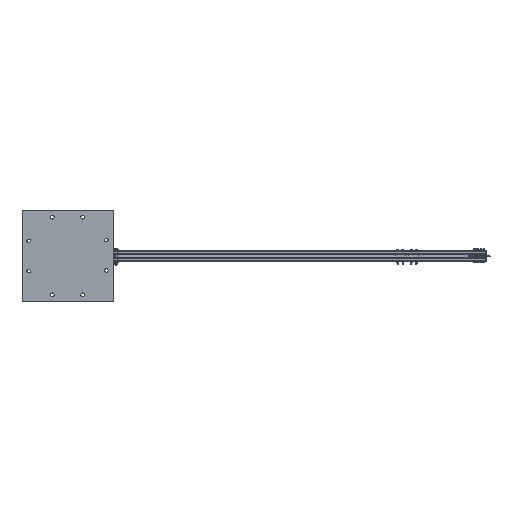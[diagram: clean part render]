
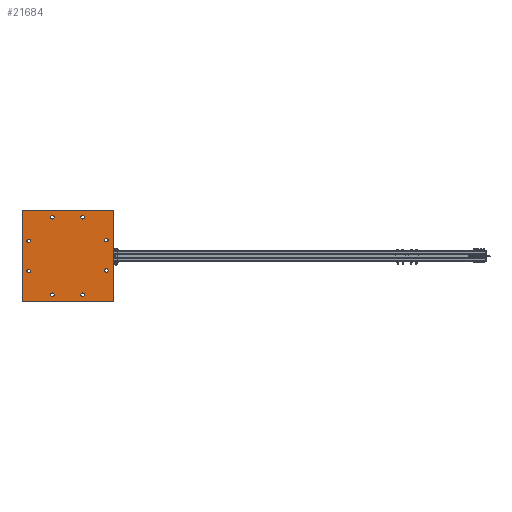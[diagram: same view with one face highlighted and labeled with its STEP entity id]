
A CAD part, front view. The second image highlights one B-rep face of the part: STEP entity #21684.
In plain terms, the highlighted face is planar.
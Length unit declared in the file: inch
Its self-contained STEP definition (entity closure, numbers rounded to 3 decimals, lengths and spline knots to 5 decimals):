
#1565=FACE_BOUND('',#3587,.T.);
#1566=FACE_BOUND('',#3588,.T.);
#1567=FACE_BOUND('',#3589,.T.);
#1568=FACE_BOUND('',#3590,.T.);
#1569=FACE_BOUND('',#3591,.T.);
#1570=FACE_BOUND('',#3592,.T.);
#1571=FACE_BOUND('',#3593,.T.);
#1572=FACE_BOUND('',#3594,.T.);
#1769=PLANE('',#23892);
#2214=FACE_OUTER_BOUND('',#3586,.T.);
#3586=EDGE_LOOP('',(#14639,#14640,#14641,#14642));
#3587=EDGE_LOOP('',(#14643));
#3588=EDGE_LOOP('',(#14644));
#3589=EDGE_LOOP('',(#14645));
#3590=EDGE_LOOP('',(#14646));
#3591=EDGE_LOOP('',(#14647));
#3592=EDGE_LOOP('',(#14648));
#3593=EDGE_LOOP('',(#14649));
#3594=EDGE_LOOP('',(#14650));
#5162=LINE('',#33947,#6449);
#5163=LINE('',#33949,#6450);
#5164=LINE('',#33951,#6451);
#5165=LINE('',#33952,#6452);
#6449=VECTOR('',#26848,0.3937);
#6450=VECTOR('',#26849,0.3937);
#6451=VECTOR('',#26850,0.3937);
#6452=VECTOR('',#26851,0.3937);
#7730=CIRCLE('',#23863,0.53125);
#7733=CIRCLE('',#23867,0.53125);
#7736=CIRCLE('',#23871,0.53125);
#7739=CIRCLE('',#23875,0.53125);
#7742=CIRCLE('',#23879,0.53125);
#7745=CIRCLE('',#23883,0.53125);
#7748=CIRCLE('',#23887,0.53125);
#7751=CIRCLE('',#23891,0.53125);
#9227=VERTEX_POINT('',#33885);
#9230=VERTEX_POINT('',#33893);
#9233=VERTEX_POINT('',#33901);
#9236=VERTEX_POINT('',#33909);
#9239=VERTEX_POINT('',#33917);
#9242=VERTEX_POINT('',#33925);
#9245=VERTEX_POINT('',#33933);
#9248=VERTEX_POINT('',#33941);
#9249=VERTEX_POINT('',#33945);
#9250=VERTEX_POINT('',#33946);
#9251=VERTEX_POINT('',#33948);
#9252=VERTEX_POINT('',#33950);
#11276=EDGE_CURVE('',#9227,#9227,#7730,.T.);
#11280=EDGE_CURVE('',#9230,#9230,#7733,.T.);
#11284=EDGE_CURVE('',#9233,#9233,#7736,.T.);
#11288=EDGE_CURVE('',#9236,#9236,#7739,.T.);
#11292=EDGE_CURVE('',#9239,#9239,#7742,.T.);
#11296=EDGE_CURVE('',#9242,#9242,#7745,.T.);
#11300=EDGE_CURVE('',#9245,#9245,#7748,.T.);
#11304=EDGE_CURVE('',#9248,#9248,#7751,.T.);
#11305=EDGE_CURVE('',#9249,#9250,#5162,.T.);
#11306=EDGE_CURVE('',#9250,#9251,#5163,.T.);
#11307=EDGE_CURVE('',#9251,#9252,#5164,.T.);
#11308=EDGE_CURVE('',#9252,#9249,#5165,.T.);
#14639=ORIENTED_EDGE('',*,*,#11305,.T.);
#14640=ORIENTED_EDGE('',*,*,#11306,.T.);
#14641=ORIENTED_EDGE('',*,*,#11307,.T.);
#14642=ORIENTED_EDGE('',*,*,#11308,.T.);
#14643=ORIENTED_EDGE('',*,*,#11276,.T.);
#14644=ORIENTED_EDGE('',*,*,#11280,.T.);
#14645=ORIENTED_EDGE('',*,*,#11284,.T.);
#14646=ORIENTED_EDGE('',*,*,#11288,.T.);
#14647=ORIENTED_EDGE('',*,*,#11292,.T.);
#14648=ORIENTED_EDGE('',*,*,#11296,.T.);
#14649=ORIENTED_EDGE('',*,*,#11300,.T.);
#14650=ORIENTED_EDGE('',*,*,#11304,.T.);
#21684=ADVANCED_FACE('',(#2214,#1565,#1566,#1567,#1568,#1569,#1570,#1571,
#1572),#1769,.T.);
#23863=AXIS2_PLACEMENT_3D('',#33887,#26781,#26782);
#23867=AXIS2_PLACEMENT_3D('',#33895,#26790,#26791);
#23871=AXIS2_PLACEMENT_3D('',#33903,#26799,#26800);
#23875=AXIS2_PLACEMENT_3D('',#33911,#26808,#26809);
#23879=AXIS2_PLACEMENT_3D('',#33919,#26817,#26818);
#23883=AXIS2_PLACEMENT_3D('',#33927,#26826,#26827);
#23887=AXIS2_PLACEMENT_3D('',#33935,#26835,#26836);
#23891=AXIS2_PLACEMENT_3D('',#33943,#26844,#26845);
#23892=AXIS2_PLACEMENT_3D('',#33944,#26846,#26847);
#26781=DIRECTION('center_axis',(0.,0.,1.));
#26782=DIRECTION('ref_axis',(1.,0.,0.));
#26790=DIRECTION('center_axis',(0.,0.,1.));
#26791=DIRECTION('ref_axis',(1.,0.,0.));
#26799=DIRECTION('center_axis',(0.,0.,1.));
#26800=DIRECTION('ref_axis',(1.,0.,0.));
#26808=DIRECTION('center_axis',(0.,0.,1.));
#26809=DIRECTION('ref_axis',(1.,0.,0.));
#26817=DIRECTION('center_axis',(0.,0.,1.));
#26818=DIRECTION('ref_axis',(1.,0.,0.));
#26826=DIRECTION('center_axis',(0.,0.,1.));
#26827=DIRECTION('ref_axis',(1.,0.,0.));
#26835=DIRECTION('center_axis',(0.,0.,1.));
#26836=DIRECTION('ref_axis',(1.,0.,0.));
#26844=DIRECTION('center_axis',(0.,0.,1.));
#26845=DIRECTION('ref_axis',(1.,0.,0.));
#26846=DIRECTION('center_axis',(0.,0.,-1.));
#26847=DIRECTION('ref_axis',(-1.,0.,0.));
#26848=DIRECTION('',(1.,0.,0.));
#26849=DIRECTION('',(0.,-1.,0.));
#26850=DIRECTION('',(-1.,0.,0.));
#26851=DIRECTION('',(0.,1.,0.));
#33885=CARTESIAN_POINT('',(-12.03125,-4.5,-0.375));
#33887=CARTESIAN_POINT('Origin',(-11.5,-4.5,-0.375));
#33893=CARTESIAN_POINT('',(3.96875,-11.5,-0.375));
#33895=CARTESIAN_POINT('Origin',(4.5,-11.5,-0.375));
#33901=CARTESIAN_POINT('',(10.96875,4.5,-0.375));
#33903=CARTESIAN_POINT('Origin',(11.5,4.5,-0.375));
#33909=CARTESIAN_POINT('',(-4.84241,11.5,-0.375));
#33911=CARTESIAN_POINT('Origin',(-4.31116,11.5,-0.375));
#33917=CARTESIAN_POINT('',(4.15759,11.5,-0.375));
#33919=CARTESIAN_POINT('Origin',(4.68884,11.5,-0.375));
#33925=CARTESIAN_POINT('',(10.96875,-4.5,-0.375));
#33927=CARTESIAN_POINT('Origin',(11.5,-4.5,-0.375));
#33933=CARTESIAN_POINT('',(-5.03125,-11.5,-0.375));
#33935=CARTESIAN_POINT('Origin',(-4.5,-11.5,-0.375));
#33941=CARTESIAN_POINT('',(-12.03125,4.5,-0.375));
#33943=CARTESIAN_POINT('Origin',(-11.5,4.5,-0.375));
#33944=CARTESIAN_POINT('Origin',(0.,0.,-0.375));
#33945=CARTESIAN_POINT('',(-13.5,13.5,-0.375));
#33946=CARTESIAN_POINT('',(13.5,13.5,-0.375));
#33947=CARTESIAN_POINT('',(-13.5,13.5,-0.375));
#33948=CARTESIAN_POINT('',(13.5,-13.5,-0.375));
#33949=CARTESIAN_POINT('',(13.5,13.5,-0.375));
#33950=CARTESIAN_POINT('',(-13.5,-13.5,-0.375));
#33951=CARTESIAN_POINT('',(13.5,-13.5,-0.375));
#33952=CARTESIAN_POINT('',(-13.5,-13.5,-0.375));
